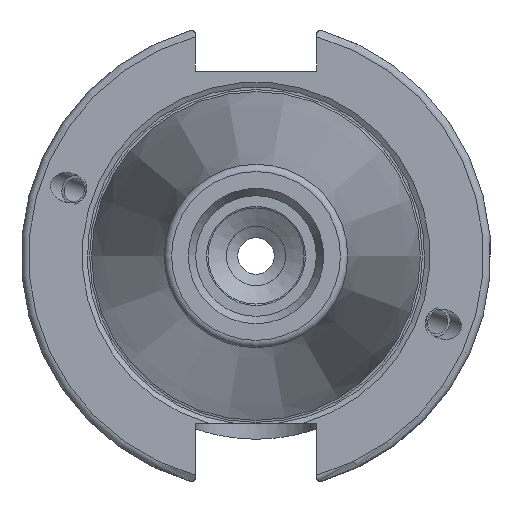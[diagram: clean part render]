
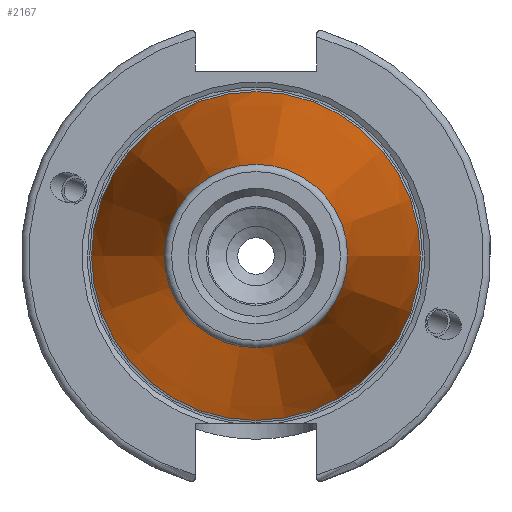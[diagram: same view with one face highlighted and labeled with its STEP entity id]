
A CAD part, left-side view. The second image highlights one B-rep face of the part: STEP entity #2167.
In plain terms, the highlighted conical face has half-angle 8.297 degrees and reference radius 17.248 mm.
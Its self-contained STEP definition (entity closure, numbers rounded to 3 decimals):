
#249=LINE('',#4208,#344);
#344=VECTOR('',#3105,17.248);
#375=CONICAL_SURFACE('',#2464,17.248,0.145);
#461=FACE_OUTER_BOUND('',#581,.T.);
#581=EDGE_LOOP('',(#1911,#1912,#1913,#1914,#1915,#1916,#1917));
#756=CIRCLE('',#2455,12.397);
#757=CIRCLE('',#2456,12.397);
#761=CIRCLE('',#2460,12.397);
#764=CIRCLE('',#2465,22.225);
#765=CIRCLE('',#2466,22.225);
#1005=VERTEX_POINT('',#4187);
#1006=VERTEX_POINT('',#4188);
#1007=VERTEX_POINT('',#4190);
#1012=VERTEX_POINT('',#4204);
#1013=VERTEX_POINT('',#4205);
#1326=EDGE_CURVE('',#1005,#1006,#756,.T.);
#1327=EDGE_CURVE('',#1006,#1007,#757,.T.);
#1331=EDGE_CURVE('',#1007,#1005,#761,.T.);
#1334=EDGE_CURVE('',#1012,#1013,#764,.T.);
#1335=EDGE_CURVE('',#1013,#1012,#765,.T.);
#1336=EDGE_CURVE('',#1013,#1006,#249,.T.);
#1911=ORIENTED_EDGE('',*,*,#1334,.F.);
#1912=ORIENTED_EDGE('',*,*,#1335,.F.);
#1913=ORIENTED_EDGE('',*,*,#1336,.T.);
#1914=ORIENTED_EDGE('',*,*,#1326,.F.);
#1915=ORIENTED_EDGE('',*,*,#1331,.F.);
#1916=ORIENTED_EDGE('',*,*,#1327,.F.);
#1917=ORIENTED_EDGE('',*,*,#1336,.F.);
#2167=ADVANCED_FACE('',(#461),#375,.T.);
#2455=AXIS2_PLACEMENT_3D('',#4189,#3081,#3082);
#2456=AXIS2_PLACEMENT_3D('',#4191,#3083,#3084);
#2460=AXIS2_PLACEMENT_3D('',#4197,#3091,#3092);
#2464=AXIS2_PLACEMENT_3D('',#4203,#3099,#3100);
#2465=AXIS2_PLACEMENT_3D('',#4206,#3101,#3102);
#2466=AXIS2_PLACEMENT_3D('',#4207,#3103,#3104);
#3081=DIRECTION('center_axis',(-1.,0.,0.));
#3082=DIRECTION('ref_axis',(0.,-1.,0.));
#3083=DIRECTION('center_axis',(-1.,0.,0.));
#3084=DIRECTION('ref_axis',(0.,-1.,0.));
#3091=DIRECTION('center_axis',(-1.,0.,0.));
#3092=DIRECTION('ref_axis',(0.,-1.,0.));
#3099=DIRECTION('center_axis',(1.,0.,0.));
#3100=DIRECTION('ref_axis',(0.,1.,0.));
#3101=DIRECTION('center_axis',(1.,0.,0.));
#3102=DIRECTION('ref_axis',(0.,0.,-1.));
#3103=DIRECTION('center_axis',(1.,0.,0.));
#3104=DIRECTION('ref_axis',(0.,0.,-1.));
#3105=DIRECTION('',(-0.99,0.144,0.));
#4187=CARTESIAN_POINT('',(-67.394,12.397,0.));
#4188=CARTESIAN_POINT('',(-67.394,-12.397,0.));
#4189=CARTESIAN_POINT('Origin',(-67.394,0.,0.));
#4190=CARTESIAN_POINT('',(-67.394,0.,12.397));
#4191=CARTESIAN_POINT('Origin',(-67.394,0.,0.));
#4197=CARTESIAN_POINT('Origin',(-67.394,0.,0.));
#4203=CARTESIAN_POINT('Origin',(-34.125,0.,0.));
#4204=CARTESIAN_POINT('',(0.,22.225,0.));
#4205=CARTESIAN_POINT('',(0.,-22.225,0.));
#4206=CARTESIAN_POINT('Origin',(0.,0.,0.));
#4207=CARTESIAN_POINT('Origin',(0.,0.,0.));
#4208=CARTESIAN_POINT('',(-34.125,-17.248,0.));
